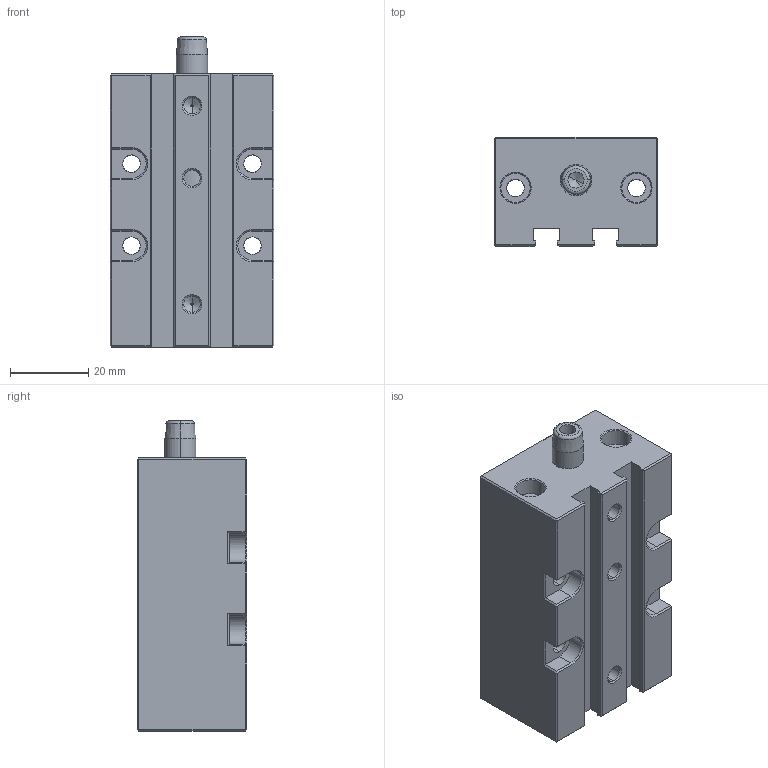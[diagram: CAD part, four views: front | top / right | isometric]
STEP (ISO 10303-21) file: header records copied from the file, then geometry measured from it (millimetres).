
FILE_DESCRIPTION(('CATIA V5 STEP Exchange'),'2;1');
FILE_NAME('SCB_16_T07_TUENKERS.stp','2020-06-29T09:58:32+00:00',('none'),('none'),'CATIA Version 5 Release 19 SP 9 (IN-10)','CATIA V5 STEP AP214','none');
FILE_SCHEMA(('AUTOMOTIVE_DESIGN { 1 0 10303 214 1 1 1 1 }'));
Length unit declared in the file: millimetre
Products named in the file (1): SCB_16_T07_TUENKERS
Bounding box: 42 x 28 x 79.5 mm (x, y, z)
Volume: 73021.7 mm3; surface area: 17310.2 mm2
Topology: 1 solids, 1 shells, 186 faces, 426 edges, 239 vertices
Faces by surface type: plane 97, cylinder 53, cone 34, torus 2
Entity records: 6879 total; most frequent: CARTESIAN_POINT 1532, ORIENTED_EDGE 848, DIRECTION 741, EDGE_CURVE 424, VECTOR 292, LINE 292, AXIS2_PLACEMENT_3D 266, VERTEX_POINT 239
